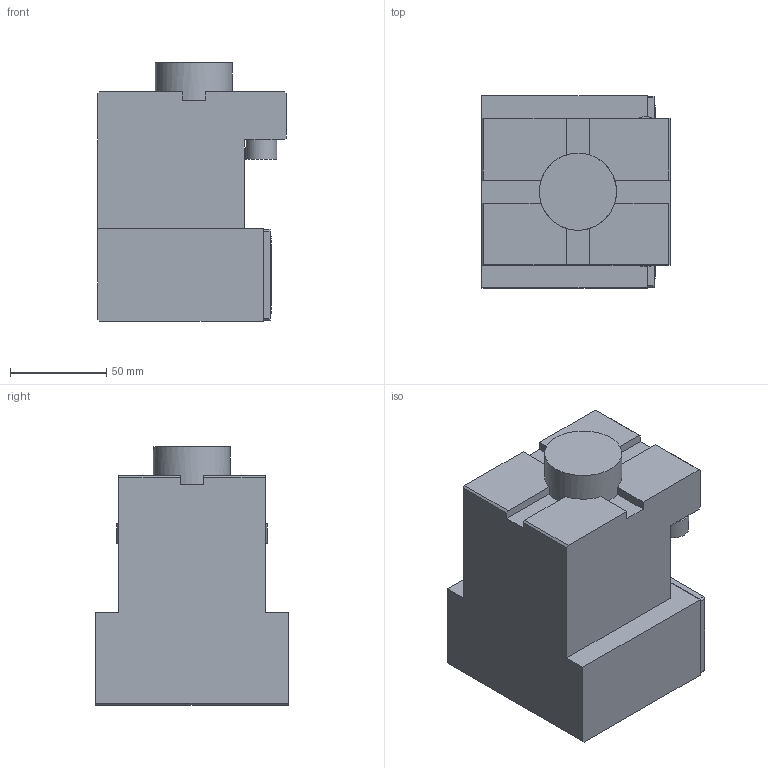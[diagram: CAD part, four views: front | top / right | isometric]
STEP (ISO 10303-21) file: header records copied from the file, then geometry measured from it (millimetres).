
FILE_DESCRIPTION(/* description */ (''),/* implementation_level */ '2;1');
FILE_NAME(/* name */ '1581915730146.stp',/* time_stamp */ '2020-02-17T10:32:19+05:00',/* author */ (''),/* organization */ ('SMS'),/* preprocessor_version */ 'ST-DEVELOPER v16.7',/* originating_system */ 'SIEMENS PLM Software NX 12.0',/* authorisation */ '');
FILE_SCHEMA (('AUTOMOTIVE_DESIGN { 1 0 10303 214 3 1 1 1 }'));
Length unit declared in the file: millimetre
Products named in the file (1): 201810559mod000_01
Bounding box: 98 x 99.6 x 134 mm (x, y, z)
Volume: 870397.8 mm3; surface area: 70104.5 mm2
Topology: 1 solids, 1 shells, 81 faces, 211 edges, 144 vertices
Faces by surface type: plane 62, cone 12, cylinder 7
Full cylindrical faces by diameter (mm): 2.5 x2, 16 x2, 40 x3
Entity records: 2586 total; most frequent: CARTESIAN_POINT 538, DIRECTION 414, ORIENTED_EDGE 398, EDGE_CURVE 199, LINE 152, VECTOR 152, VERTEX_POINT 135, AXIS2_PLACEMENT_3D 131
